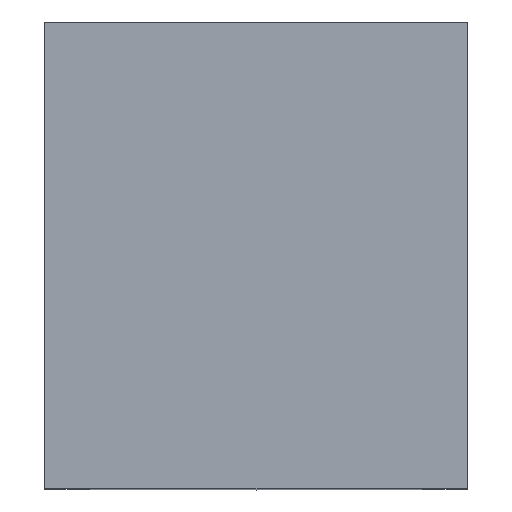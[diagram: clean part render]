
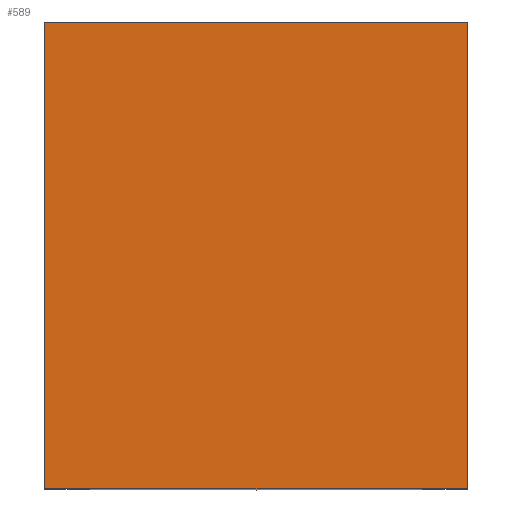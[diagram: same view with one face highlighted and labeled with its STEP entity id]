
A CAD part, top view. The second image highlights one B-rep face of the part: STEP entity #589.
In plain terms, the highlighted planar face has unit normal (0, 0, 1).
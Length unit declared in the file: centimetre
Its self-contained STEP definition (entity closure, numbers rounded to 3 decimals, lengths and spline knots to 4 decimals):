
#96=FACE_OUTER_BOUND('',#146,.T.);
#146=EDGE_LOOP('',(#521,#522,#523,#524));
#170=LINE('',#834,#226);
#203=LINE('',#929,#259);
#204=LINE('',#932,#260);
#208=LINE('',#951,#264);
#226=VECTOR('',#669,1.);
#259=VECTOR('',#762,1.);
#260=VECTOR('',#765,1.);
#264=VECTOR('',#789,1.);
#279=VERTEX_POINT('',#831);
#280=VERTEX_POINT('',#833);
#312=VERTEX_POINT('',#927);
#313=VERTEX_POINT('',#931);
#336=EDGE_CURVE('',#280,#279,#170,.T.);
#382=EDGE_CURVE('',#312,#279,#203,.T.);
#383=EDGE_CURVE('',#280,#313,#204,.T.);
#391=EDGE_CURVE('',#313,#312,#208,.T.);
#521=ORIENTED_EDGE('',*,*,#391,.F.);
#522=ORIENTED_EDGE('',*,*,#383,.F.);
#523=ORIENTED_EDGE('',*,*,#336,.T.);
#524=ORIENTED_EDGE('',*,*,#382,.F.);
#560=PLANE('',#638);
#589=ADVANCED_FACE('',(#96),#560,.T.);
#638=AXIS2_PLACEMENT_3D('',#950,#787,#788);
#669=DIRECTION('',(-1.,0.,0.));
#762=DIRECTION('',(0.,1.,0.));
#765=DIRECTION('',(0.,-1.,0.));
#787=DIRECTION('center_axis',(0.,0.,1.));
#788=DIRECTION('ref_axis',(1.,0.,0.));
#789=DIRECTION('',(-1.,0.,0.));
#831=CARTESIAN_POINT('',(-1.9,4.2,4.));
#833=CARTESIAN_POINT('',(1.9,4.2,4.));
#834=CARTESIAN_POINT('',(-1.5,4.2,4.));
#927=CARTESIAN_POINT('',(-1.9,0.,4.));
#929=CARTESIAN_POINT('',(-1.9,0.,4.));
#931=CARTESIAN_POINT('',(1.9,0.,4.));
#932=CARTESIAN_POINT('',(1.9,4.2,4.));
#950=CARTESIAN_POINT('Origin',(-1.5,0.,4.));
#951=CARTESIAN_POINT('',(-1.5,0.,4.));
